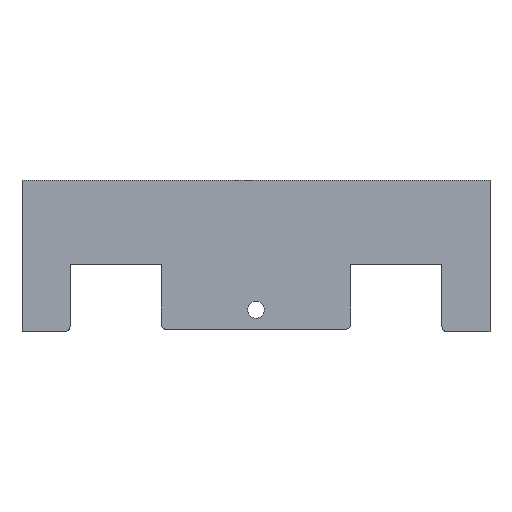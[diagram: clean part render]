
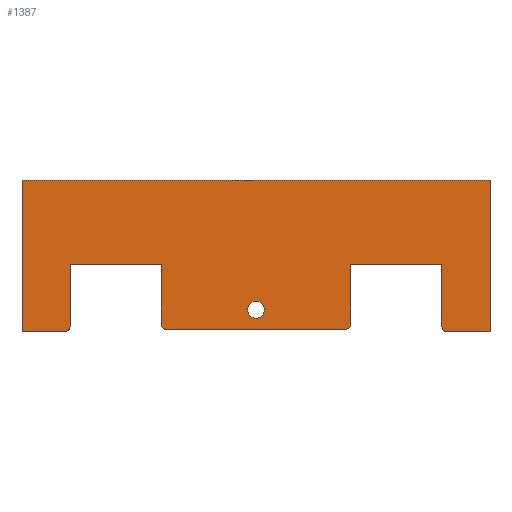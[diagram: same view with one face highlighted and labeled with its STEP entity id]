
A CAD part, top view. The second image highlights one B-rep face of the part: STEP entity #1387.
In plain terms, the highlighted planar face has unit normal (0, 0, 1).
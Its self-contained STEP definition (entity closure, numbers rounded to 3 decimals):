
#40=ELLIPSE('',#1480,2.055,2.);
#41=ELLIPSE('',#1482,2.055,2.);
#42=ELLIPSE('',#1492,2.055,2.);
#43=ELLIPSE('',#1493,2.055,2.);
#45=FACE_BOUND('',#181,.T.);
#59=CIRCLE('',#1485,3.5);
#110=FACE_OUTER_BOUND('',#180,.T.);
#180=EDGE_LOOP('',(#1149,#1150,#1151,#1152,#1153,#1154,#1155,#1156,#1157,
#1158,#1159,#1160,#1161,#1162,#1163,#1164));
#181=EDGE_LOOP('',(#1165));
#259=LINE('',#2019,#433);
#273=LINE('',#2053,#447);
#277=LINE('',#2060,#451);
#279=LINE('',#2065,#453);
#282=LINE('',#2070,#456);
#333=LINE('',#2190,#507);
#343=LINE('',#2215,#517);
#344=LINE('',#2217,#518);
#345=LINE('',#2219,#519);
#346=LINE('',#2221,#520);
#347=LINE('',#2223,#521);
#348=LINE('',#2226,#522);
#433=VECTOR('',#1613,10.);
#447=VECTOR('',#1637,10.);
#451=VECTOR('',#1643,10.);
#453=VECTOR('',#1647,10.);
#456=VECTOR('',#1652,10.);
#507=VECTOR('',#1773,10.);
#517=VECTOR('',#1801,10.);
#518=VECTOR('',#1802,10.);
#519=VECTOR('',#1803,10.);
#520=VECTOR('',#1804,10.);
#521=VECTOR('',#1805,10.);
#522=VECTOR('',#1808,10.);
#602=VERTEX_POINT('',#2016);
#603=VERTEX_POINT('',#2018);
#617=VERTEX_POINT('',#2050);
#618=VERTEX_POINT('',#2052);
#620=VERTEX_POINT('',#2058);
#621=VERTEX_POINT('',#2062);
#622=VERTEX_POINT('',#2064);
#623=VERTEX_POINT('',#2068);
#657=VERTEX_POINT('',#2186);
#658=VERTEX_POINT('',#2192);
#662=VERTEX_POINT('',#2212);
#663=VERTEX_POINT('',#2214);
#664=VERTEX_POINT('',#2216);
#665=VERTEX_POINT('',#2218);
#666=VERTEX_POINT('',#2220);
#667=VERTEX_POINT('',#2222);
#668=VERTEX_POINT('',#2224);
#745=EDGE_CURVE('',#603,#602,#259,.F.);
#761=EDGE_CURVE('',#617,#618,#273,.T.);
#765=EDGE_CURVE('',#617,#620,#277,.T.);
#767=EDGE_CURVE('',#621,#622,#279,.T.);
#770=EDGE_CURVE('',#621,#623,#282,.T.);
#830=EDGE_CURVE('',#603,#620,#40,.T.);
#831=EDGE_CURVE('',#657,#602,#41,.T.);
#833=EDGE_CURVE('',#657,#622,#333,.T.);
#834=EDGE_CURVE('',#658,#658,#59,.T.);
#844=EDGE_CURVE('',#662,#623,#42,.T.);
#845=EDGE_CURVE('',#662,#663,#343,.T.);
#846=EDGE_CURVE('',#664,#663,#344,.T.);
#847=EDGE_CURVE('',#665,#664,#345,.T.);
#848=EDGE_CURVE('',#666,#665,#346,.T.);
#849=EDGE_CURVE('',#666,#667,#347,.T.);
#850=EDGE_CURVE('',#668,#667,#43,.T.);
#851=EDGE_CURVE('',#668,#618,#348,.T.);
#1149=ORIENTED_EDGE('',*,*,#830,.F.);
#1150=ORIENTED_EDGE('',*,*,#745,.T.);
#1151=ORIENTED_EDGE('',*,*,#831,.F.);
#1152=ORIENTED_EDGE('',*,*,#833,.T.);
#1153=ORIENTED_EDGE('',*,*,#767,.F.);
#1154=ORIENTED_EDGE('',*,*,#770,.T.);
#1155=ORIENTED_EDGE('',*,*,#844,.F.);
#1156=ORIENTED_EDGE('',*,*,#845,.T.);
#1157=ORIENTED_EDGE('',*,*,#846,.F.);
#1158=ORIENTED_EDGE('',*,*,#847,.F.);
#1159=ORIENTED_EDGE('',*,*,#848,.F.);
#1160=ORIENTED_EDGE('',*,*,#849,.T.);
#1161=ORIENTED_EDGE('',*,*,#850,.F.);
#1162=ORIENTED_EDGE('',*,*,#851,.T.);
#1163=ORIENTED_EDGE('',*,*,#761,.F.);
#1164=ORIENTED_EDGE('',*,*,#765,.T.);
#1165=ORIENTED_EDGE('',*,*,#834,.T.);
#1324=PLANE('',#1491);
#1387=ADVANCED_FACE('',(#110,#45),#1324,.T.);
#1480=AXIS2_PLACEMENT_3D('',#2184,#1764,#1765);
#1482=AXIS2_PLACEMENT_3D('',#2187,#1768,#1769);
#1485=AXIS2_PLACEMENT_3D('',#2193,#1776,#1777);
#1491=AXIS2_PLACEMENT_3D('',#2211,#1797,#1798);
#1492=AXIS2_PLACEMENT_3D('',#2213,#1799,#1800);
#1493=AXIS2_PLACEMENT_3D('',#2225,#1806,#1807);
#1613=DIRECTION('',(-1.,0.,0.));
#1637=DIRECTION('',(-1.,0.,0.));
#1643=DIRECTION('',(0.,-1.,0.));
#1647=DIRECTION('',(-1.,0.,0.));
#1652=DIRECTION('',(0.,-1.,0.));
#1764=DIRECTION('center_axis',(0.,0.,-1.));
#1765=DIRECTION('ref_axis',(0.,-1.,0.));
#1768=DIRECTION('center_axis',(0.,0.,-1.));
#1769=DIRECTION('ref_axis',(0.,-1.,0.));
#1773=DIRECTION('',(0.,1.,0.));
#1776=DIRECTION('center_axis',(0.,0.,-1.));
#1777=DIRECTION('ref_axis',(-1.,0.,0.));
#1797=DIRECTION('center_axis',(0.,0.,1.));
#1798=DIRECTION('ref_axis',(0.,-1.,0.));
#1799=DIRECTION('center_axis',(0.,0.,-1.));
#1800=DIRECTION('ref_axis',(0.,-1.,0.));
#1801=DIRECTION('',(1.,0.,0.));
#1802=DIRECTION('',(0.,-1.,0.));
#1803=DIRECTION('',(1.,0.,0.));
#1804=DIRECTION('',(0.,1.,0.));
#1805=DIRECTION('',(1.,0.,0.));
#1806=DIRECTION('center_axis',(0.,0.,-1.));
#1807=DIRECTION('ref_axis',(0.,-1.,0.));
#1808=DIRECTION('',(0.,1.,0.));
#2016=CARTESIAN_POINT('',(-57.6,3.221,176.5));
#2018=CARTESIAN_POINT('',(-132.5,3.221,176.5));
#2019=CARTESIAN_POINT('',(0.,3.221,176.5));
#2050=CARTESIAN_POINT('',(-134.5,30.194,176.5));
#2052=CARTESIAN_POINT('',(-172.5,30.194,176.5));
#2053=CARTESIAN_POINT('',(-86.25,30.194,176.5));
#2058=CARTESIAN_POINT('',(-134.5,5.277,176.5));
#2060=CARTESIAN_POINT('',(-134.5,48.694,176.5));
#2062=CARTESIAN_POINT('',(-17.6,30.194,176.5));
#2064=CARTESIAN_POINT('',(-55.6,30.194,176.5));
#2065=CARTESIAN_POINT('',(-27.8,30.194,176.5));
#2068=CARTESIAN_POINT('',(-17.6,4.249,176.5));
#2070=CARTESIAN_POINT('',(-17.6,48.694,176.5));
#2184=CARTESIAN_POINT('Origin',(-132.5,5.277,176.5));
#2186=CARTESIAN_POINT('',(-55.6,5.277,176.5));
#2187=CARTESIAN_POINT('Origin',(-57.6,5.277,176.5));
#2190=CARTESIAN_POINT('',(-55.6,33.694,176.5));
#2192=CARTESIAN_POINT('',(-91.55,11.307,176.5));
#2193=CARTESIAN_POINT('Origin',(-95.05,11.307,176.5));
#2211=CARTESIAN_POINT('Origin',(0.,65.194,176.5));
#2212=CARTESIAN_POINT('',(-15.6,2.194,176.5));
#2213=CARTESIAN_POINT('Origin',(-15.6,4.249,176.5));
#2214=CARTESIAN_POINT('',(2.4,2.194,176.5));
#2215=CARTESIAN_POINT('',(-192.5,2.194,176.5));
#2216=CARTESIAN_POINT('',(2.4,65.194,176.5));
#2217=CARTESIAN_POINT('',(2.4,2.194,176.5));
#2218=CARTESIAN_POINT('',(-192.5,65.194,176.5));
#2219=CARTESIAN_POINT('',(0.,65.194,176.5));
#2220=CARTESIAN_POINT('',(-192.5,2.194,176.5));
#2221=CARTESIAN_POINT('',(-192.5,2.194,176.5));
#2222=CARTESIAN_POINT('',(-174.5,2.194,176.5));
#2223=CARTESIAN_POINT('',(-192.5,2.194,176.5));
#2224=CARTESIAN_POINT('',(-172.5,4.249,176.5));
#2225=CARTESIAN_POINT('Origin',(-174.5,4.249,176.5));
#2226=CARTESIAN_POINT('',(-172.5,33.694,176.5));
